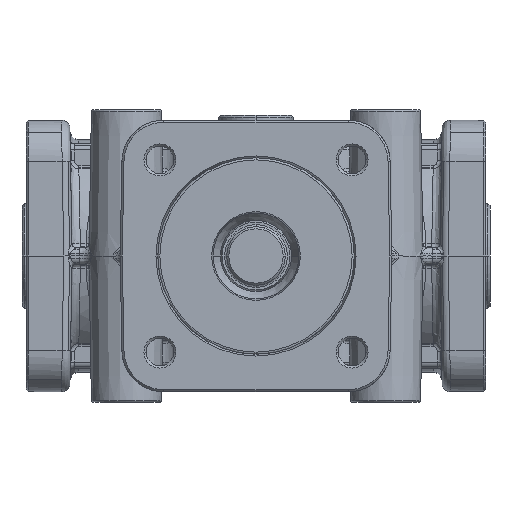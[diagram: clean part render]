
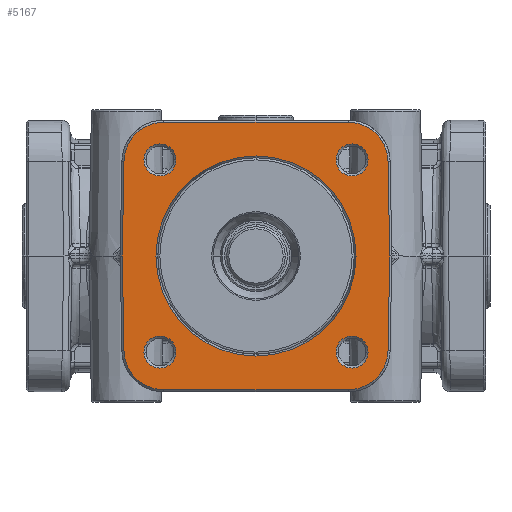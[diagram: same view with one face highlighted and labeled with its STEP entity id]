
A CAD part, front view. The second image highlights one B-rep face of the part: STEP entity #5167.
In plain terms, the highlighted planar face has unit normal (0, -1, 0).
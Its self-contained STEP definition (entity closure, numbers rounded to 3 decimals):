
#5167=ADVANCED_FACE('',(#13134,#13135,#13136,#13137,#13138,#13139),#13140,.T.);
#13134=FACE_OUTER_BOUND('',#25004,.T.);
#13135=FACE_BOUND('',#25005,.T.);
#13136=FACE_BOUND('',#25006,.T.);
#13137=FACE_BOUND('',#25007,.T.);
#13138=FACE_BOUND('',#25008,.T.);
#13139=FACE_BOUND('',#25009,.T.);
#13140=PLANE('',#25010);
#25004=EDGE_LOOP('',(#110758,#110759,#110760,#110761,#110762,#110763,#110764,#110765,#110766,#110767,#110768,#110769,#110770,#110771));
#25005=EDGE_LOOP('',(#110772,#110773));
#25006=EDGE_LOOP('',(#110774,#110775));
#25007=EDGE_LOOP('',(#110776,#110777));
#25008=EDGE_LOOP('',(#110778,#110779));
#25009=EDGE_LOOP('',(#110780,#110781));
#25010=AXIS2_PLACEMENT_3D('',#110782,#110783,#110784);
#110758=ORIENTED_EDGE('',*,*,#136262,.F.);
#110759=ORIENTED_EDGE('',*,*,#136263,.F.);
#110760=ORIENTED_EDGE('',*,*,#134254,.F.);
#110761=ORIENTED_EDGE('',*,*,#136264,.F.);
#110762=ORIENTED_EDGE('',*,*,#136265,.F.);
#110763=ORIENTED_EDGE('',*,*,#136266,.F.);
#110764=ORIENTED_EDGE('',*,*,#134246,.F.);
#110765=ORIENTED_EDGE('',*,*,#136267,.F.);
#110766=ORIENTED_EDGE('',*,*,#136268,.F.);
#110767=ORIENTED_EDGE('',*,*,#134250,.F.);
#110768=ORIENTED_EDGE('',*,*,#136269,.F.);
#110769=ORIENTED_EDGE('',*,*,#136270,.F.);
#110770=ORIENTED_EDGE('',*,*,#136271,.F.);
#110771=ORIENTED_EDGE('',*,*,#134258,.F.);
#110772=ORIENTED_EDGE('',*,*,#136272,.F.);
#110773=ORIENTED_EDGE('',*,*,#134287,.F.);
#110774=ORIENTED_EDGE('',*,*,#136273,.F.);
#110775=ORIENTED_EDGE('',*,*,#134267,.F.);
#110776=ORIENTED_EDGE('',*,*,#136274,.F.);
#110777=ORIENTED_EDGE('',*,*,#134232,.F.);
#110778=ORIENTED_EDGE('',*,*,#136275,.F.);
#110779=ORIENTED_EDGE('',*,*,#134278,.F.);
#110780=ORIENTED_EDGE('',*,*,#136258,.F.);
#110781=ORIENTED_EDGE('',*,*,#136228,.F.);
#110782=CARTESIAN_POINT('',(-13.925,-90.0,0.0));
#110783=DIRECTION('',(0.0,-1.0,0.0));
#110784=DIRECTION('',(0.0,0.0,-1.0));
#134232=EDGE_CURVE('',#148271,#148273,#148274,.T.);
#134246=EDGE_CURVE('',#148295,#148297,#148298,.T.);
#134250=EDGE_CURVE('',#148301,#148303,#148304,.T.);
#134254=EDGE_CURVE('',#148307,#148309,#148310,.T.);
#134258=EDGE_CURVE('',#148313,#148315,#148316,.T.);
#134267=EDGE_CURVE('',#148328,#148330,#148331,.T.);
#134278=EDGE_CURVE('',#148347,#148349,#148350,.T.);
#134287=EDGE_CURVE('',#148362,#148364,#148365,.T.);
#136228=EDGE_CURVE('',#151735,#151737,#151738,.T.);
#136258=EDGE_CURVE('',#151737,#151735,#151776,.T.);
#136262=EDGE_CURVE('',#151780,#148313,#151781,.T.);
#136263=EDGE_CURVE('',#148309,#151780,#151782,.T.);
#136264=EDGE_CURVE('',#151783,#148307,#151784,.T.);
#136265=EDGE_CURVE('',#151785,#151783,#151786,.T.);
#136266=EDGE_CURVE('',#148297,#151785,#151787,.T.);
#136267=EDGE_CURVE('',#151788,#148295,#151789,.T.);
#136268=EDGE_CURVE('',#148303,#151788,#151790,.T.);
#136269=EDGE_CURVE('',#151791,#148301,#151792,.T.);
#136270=EDGE_CURVE('',#151793,#151791,#151794,.T.);
#136271=EDGE_CURVE('',#148315,#151793,#151795,.T.);
#136272=EDGE_CURVE('',#148364,#148362,#151796,.T.);
#136273=EDGE_CURVE('',#148330,#148328,#151797,.T.);
#136274=EDGE_CURVE('',#148273,#148271,#151798,.T.);
#136275=EDGE_CURVE('',#148349,#148347,#151799,.T.);
#148271=VERTEX_POINT('',#169055);
#148273=VERTEX_POINT('',#169058);
#148274=CIRCLE('',#169059,3.824);
#148295=VERTEX_POINT('',#169085);
#148297=VERTEX_POINT('',#169088);
#148298=CIRCLE('',#169089,9.5);
#148301=VERTEX_POINT('',#169093);
#148303=VERTEX_POINT('',#169096);
#148304=CIRCLE('',#169097,9.5);
#148307=VERTEX_POINT('',#169101);
#148309=VERTEX_POINT('',#169104);
#148310=CIRCLE('',#169105,9.5);
#148313=VERTEX_POINT('',#169109);
#148315=VERTEX_POINT('',#169112);
#148316=CIRCLE('',#169113,9.5);
#148328=VERTEX_POINT('',#169128);
#148330=VERTEX_POINT('',#169131);
#148331=CIRCLE('',#169132,3.824);
#148347=VERTEX_POINT('',#169176);
#148349=VERTEX_POINT('',#169179);
#148350=CIRCLE('',#169180,3.824);
#148362=VERTEX_POINT('',#169195);
#148364=VERTEX_POINT('',#169198);
#148365=CIRCLE('',#169199,3.824);
#151735=VERTEX_POINT('',#177018);
#151737=VERTEX_POINT('',#177021);
#151738=CIRCLE('',#177022,23.937);
#151776=CIRCLE('',#177073,23.937);
#151780=VERTEX_POINT('',#177077);
#151781=CIRCLE('',#177078,9.5);
#151782=LINE('',#177079,#177080);
#151783=VERTEX_POINT('',#177081);
#151784=CIRCLE('',#177082,9.5);
#151785=VERTEX_POINT('',#177083);
#151786=LINE('',#177084,#177085);
#151787=LINE('',#177086,#177087);
#151788=VERTEX_POINT('',#177088);
#151789=CIRCLE('',#177089,9.5);
#151790=LINE('',#177090,#177091);
#151791=VERTEX_POINT('',#177092);
#151792=CIRCLE('',#177093,9.5);
#151793=VERTEX_POINT('',#177094);
#151794=LINE('',#177095,#177096);
#151795=LINE('',#177097,#177098);
#151796=CIRCLE('',#177099,3.824);
#151797=CIRCLE('',#177100,3.824);
#151798=CIRCLE('',#177101,3.824);
#151799=CIRCLE('',#177102,3.824);
#169055=CARTESIAN_POINT('',(26.804,-90.0,-22.981));
#169058=CARTESIAN_POINT('',(19.157,-90.0,-22.981));
#169059=AXIS2_PLACEMENT_3D('',#215857,#215858,#215859);
#169085=CARTESIAN_POINT('',(28.764,-90.0,29.276));
#169088=CARTESIAN_POINT('',(31.604,-90.0,22.666));
#169089=AXIS2_PLACEMENT_3D('',#215878,#215879,#215880);
#169093=CARTESIAN_POINT('',(-28.764,-90.0,29.276));
#169096=CARTESIAN_POINT('',(-22.106,-90.0,32.0));
#169097=AXIS2_PLACEMENT_3D('',#215883,#215884,#215885);
#169101=CARTESIAN_POINT('',(28.764,-90.0,-29.276));
#169104=CARTESIAN_POINT('',(22.106,-90.0,-32.0));
#169105=AXIS2_PLACEMENT_3D('',#215888,#215889,#215890);
#169109=CARTESIAN_POINT('',(-28.764,-90.0,-29.276));
#169112=CARTESIAN_POINT('',(-31.604,-90.0,-22.666));
#169113=AXIS2_PLACEMENT_3D('',#215893,#215894,#215895);
#169128=CARTESIAN_POINT('',(-19.157,-90.0,22.981));
#169131=CARTESIAN_POINT('',(-26.804,-90.0,22.981));
#169132=AXIS2_PLACEMENT_3D('',#215906,#215907,#215908);
#169176=CARTESIAN_POINT('',(-19.157,-90.0,-22.981));
#169179=CARTESIAN_POINT('',(-26.804,-90.0,-22.981));
#169180=AXIS2_PLACEMENT_3D('',#215922,#215923,#215924);
#169195=CARTESIAN_POINT('',(26.804,-90.0,22.981));
#169198=CARTESIAN_POINT('',(19.157,-90.0,22.981));
#169199=AXIS2_PLACEMENT_3D('',#215935,#215936,#215937);
#177018=CARTESIAN_POINT('',(23.937,-90.0,0.));
#177021=CARTESIAN_POINT('',(-23.937,-90.0,0.));
#177022=AXIS2_PLACEMENT_3D('',#218242,#218243,#218244);
#177073=AXIS2_PLACEMENT_3D('',#218273,#218274,#218275);
#177077=CARTESIAN_POINT('',(-22.106,-90.0,-32.0));
#177078=AXIS2_PLACEMENT_3D('',#218279,#218280,#218281);
#177079=CARTESIAN_POINT('',(22.106,-90.0,-32.0));
#177080=VECTOR('',#218282,44.211);
#177081=CARTESIAN_POINT('',(31.604,-90.0,-22.666));
#177082=AXIS2_PLACEMENT_3D('',#218283,#218284,#218285);
#177083=CARTESIAN_POINT('',(32.,-90.0,0.));
#177084=CARTESIAN_POINT('',(32.,-90.0,0.));
#177085=VECTOR('',#218286,22.669);
#177086=CARTESIAN_POINT('',(31.604,-90.0,22.666));
#177087=VECTOR('',#218287,22.669);
#177088=CARTESIAN_POINT('',(22.106,-90.0,32.0));
#177089=AXIS2_PLACEMENT_3D('',#218288,#218289,#218290);
#177090=CARTESIAN_POINT('',(-22.106,-90.0,32.0));
#177091=VECTOR('',#218291,44.211);
#177092=CARTESIAN_POINT('',(-31.604,-90.0,22.666));
#177093=AXIS2_PLACEMENT_3D('',#218292,#218293,#218294);
#177094=CARTESIAN_POINT('',(-32.,-90.0,0.));
#177095=CARTESIAN_POINT('',(-32.,-90.0,0.));
#177096=VECTOR('',#218295,22.669);
#177097=CARTESIAN_POINT('',(-31.604,-90.0,-22.666));
#177098=VECTOR('',#218296,22.669);
#177099=AXIS2_PLACEMENT_3D('',#218297,#218298,#218299);
#177100=AXIS2_PLACEMENT_3D('',#218300,#218301,#218302);
#177101=AXIS2_PLACEMENT_3D('',#218303,#218304,#218305);
#177102=AXIS2_PLACEMENT_3D('',#218306,#218307,#218308);
#215857=CARTESIAN_POINT('',(22.981,-90.0,-22.981));
#215858=DIRECTION('',(0.0,-1.0,0.0));
#215859=DIRECTION('',(1.0,0.0,0.0));
#215878=CARTESIAN_POINT('',(22.106,-90.0,22.5));
#215879=DIRECTION('',(-0.0,1.0,0.0));
#215880=DIRECTION('',(0.701,0.0,0.713));
#215883=CARTESIAN_POINT('',(-22.106,-90.0,22.5));
#215884=DIRECTION('',(0.0,1.0,0.0));
#215885=DIRECTION('',(-0.701,0.0,0.713));
#215888=CARTESIAN_POINT('',(22.106,-90.0,-22.5));
#215889=DIRECTION('',(0.0,1.0,0.0));
#215890=DIRECTION('',(0.701,0.0,-0.713));
#215893=CARTESIAN_POINT('',(-22.106,-90.0,-22.5));
#215894=DIRECTION('',(0.0,1.0,0.0));
#215895=DIRECTION('',(-0.701,0.0,-0.713));
#215906=CARTESIAN_POINT('',(-22.981,-90.0,22.981));
#215907=DIRECTION('',(0.0,-1.0,0.0));
#215908=DIRECTION('',(1.0,0.0,0.0));
#215922=CARTESIAN_POINT('',(-22.981,-90.0,-22.981));
#215923=DIRECTION('',(0.0,-1.0,0.0));
#215924=DIRECTION('',(1.0,0.0,0.0));
#215935=CARTESIAN_POINT('',(22.981,-90.0,22.981));
#215936=DIRECTION('',(0.0,-1.0,0.0));
#215937=DIRECTION('',(1.0,0.0,0.0));
#218242=CARTESIAN_POINT('',(0.0,-90.0,0.0));
#218243=DIRECTION('',(0.0,-1.0,0.0));
#218244=DIRECTION('',(1.0,0.0,0.0));
#218273=CARTESIAN_POINT('',(0.0,-90.0,0.0));
#218274=DIRECTION('',(0.0,-1.0,0.0));
#218275=DIRECTION('',(1.0,0.0,0.0));
#218279=CARTESIAN_POINT('',(-22.106,-90.0,-22.5));
#218280=DIRECTION('',(0.0,1.0,0.0));
#218281=DIRECTION('',(-0.701,0.0,-0.713));
#218282=DIRECTION('',(-1.0,0.0,0.0));
#218283=CARTESIAN_POINT('',(22.106,-90.0,-22.5));
#218284=DIRECTION('',(0.0,1.0,0.0));
#218285=DIRECTION('',(0.701,0.0,-0.713));
#218286=DIRECTION('',(-0.017,0.0,-1.));
#218287=DIRECTION('',(0.017,0.0,-1.));
#218288=CARTESIAN_POINT('',(22.106,-90.0,22.5));
#218289=DIRECTION('',(-0.0,1.0,0.0));
#218290=DIRECTION('',(0.701,0.0,0.713));
#218291=DIRECTION('',(1.0,0.0,0.0));
#218292=CARTESIAN_POINT('',(-22.106,-90.0,22.5));
#218293=DIRECTION('',(0.0,1.0,0.0));
#218294=DIRECTION('',(-0.701,0.0,0.713));
#218295=DIRECTION('',(0.017,0.0,1.));
#218296=DIRECTION('',(-0.017,0.0,1.));
#218297=CARTESIAN_POINT('',(22.981,-90.0,22.981));
#218298=DIRECTION('',(0.0,-1.0,0.0));
#218299=DIRECTION('',(1.0,0.0,0.0));
#218300=CARTESIAN_POINT('',(-22.981,-90.0,22.981));
#218301=DIRECTION('',(0.0,-1.0,0.0));
#218302=DIRECTION('',(1.0,0.0,0.0));
#218303=CARTESIAN_POINT('',(22.981,-90.0,-22.981));
#218304=DIRECTION('',(0.0,-1.0,0.0));
#218305=DIRECTION('',(1.0,0.0,0.0));
#218306=CARTESIAN_POINT('',(-22.981,-90.0,-22.981));
#218307=DIRECTION('',(0.0,-1.0,0.0));
#218308=DIRECTION('',(1.0,0.0,0.0));
